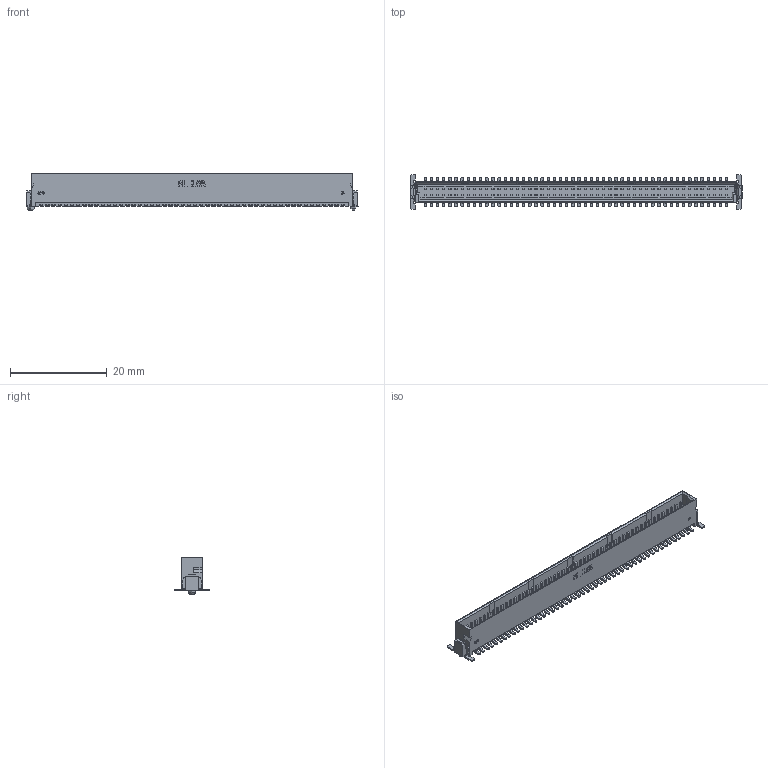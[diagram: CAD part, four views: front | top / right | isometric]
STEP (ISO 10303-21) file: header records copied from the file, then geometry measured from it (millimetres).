
FILE_DESCRIPTION( ('This file contains a STEP AP42 implementation' ,'as created by ZW3D STEP Interface translator.') ,'2;1' );
FILE_NAME( '3910-P100-067MS1WR1W.stp' ,'23 412.155323', (''), ('ZWCAD Software Co.'), 'Version 1.0', 'ZW3D to STEP translator', '' );
FILE_SCHEMA(('AUTOMOTIVE_DESIGN { 1 0 10303 214 1 1 1 1 }'));
Length unit declared in the file: millimetre
Products named in the file (2): 0; 3910-P100-067MS1WR1W
Bounding box: 68.55 x 7.2 x 7.45 mm (x, y, z)
Volume: 754 mm3
Topology: 2 solids, 3 shells, 5588 faces, 15289 edges, 9923 vertices
Faces by surface type: plane 4383, cylinder 1157, bspline 47, torus 1
Full cylindrical faces by diameter (mm): 1.45 x1
Entity records: 181258 total; most frequent: CARTESIAN_POINT 33860, ORIENTED_EDGE 30582, DIRECTION 27971, EDGE_CURVE 15291, VECTOR 12265, LINE 12265, VERTEX_POINT 9923, AXIS2_PLACEMENT_3D 7853
